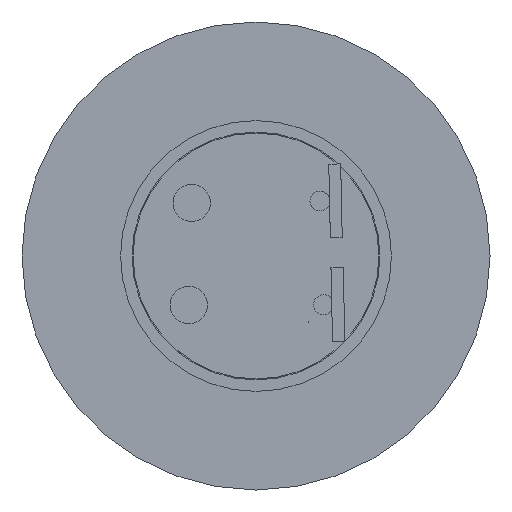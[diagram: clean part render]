
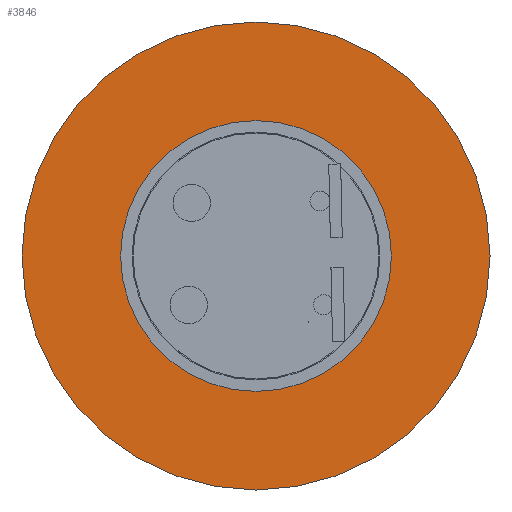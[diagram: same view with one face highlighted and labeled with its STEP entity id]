
A CAD part, left-side view. The second image highlights one B-rep face of the part: STEP entity #3846.
In plain terms, the highlighted planar face has unit normal (-1, 0, 0).
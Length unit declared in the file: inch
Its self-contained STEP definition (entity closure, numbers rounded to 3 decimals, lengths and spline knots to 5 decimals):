
#104 = EDGE_CURVE ( 'NONE', #2322, #2321, #8905, .T. ) ;
#105 = EDGE_CURVE ( 'NONE', #2318, #2317, #8903, .T. ) ;
#1519 = ORIENTED_EDGE ( 'NONE', *, *, #105, .F. ) ;
#1520 = ORIENTED_EDGE ( 'NONE', *, *, #3724, .F. ) ;
#1521 = ORIENTED_EDGE ( 'NONE', *, *, #104, .F. ) ;
#1522 = ORIENTED_EDGE ( 'NONE', *, *, #3728, .F. ) ;
#2063 = EDGE_LOOP ( 'NONE', ( #1521, #1522 ) ) ;
#2066 = EDGE_LOOP ( 'NONE', ( #1519, #1520 ) ) ;
#2317 = VERTEX_POINT ( 'NONE', #6492 ) ;
#2318 = VERTEX_POINT ( 'NONE', #6491 ) ;
#2321 = VERTEX_POINT ( 'NONE', #6488 ) ;
#2322 = VERTEX_POINT ( 'NONE', #6487 ) ;
#3451 = DIRECTION ( 'NONE',  ( 0., 0., 1. ) ) ;
#3452 = DIRECTION ( 'NONE',  ( 1., 0., 0. ) ) ;
#3453 = CARTESIAN_POINT ( 'NONE',  ( 0., 0., 0. ) ) ;
#3465 = DIRECTION ( 'NONE',  ( 0., 0., 1. ) ) ;
#3466 = DIRECTION ( 'NONE',  ( -1., 0., 0. ) ) ;
#3467 = CARTESIAN_POINT ( 'NONE',  ( 0., 0., 0. ) ) ;
#3593 = AXIS2_PLACEMENT_3D ( 'NONE', #7099, #7098, #7097 ) ;
#3594 = AXIS2_PLACEMENT_3D ( 'NONE', #7105, #7103, #7101 ) ;
#3724 = EDGE_CURVE ( 'NONE', #2317, #2318, #8433, .T. ) ;
#3728 = EDGE_CURVE ( 'NONE', #2321, #2322, #8423, .T. ) ;
#3846 = ADVANCED_FACE ( 'NONE', ( #8214, #8211 ), #5512, .F. ) ;
#5504 = CARTESIAN_POINT ( 'NONE',  ( 0., 0.59, 0. ) ) ;
#5512 = PLANE ( 'NONE',  #6943 ) ;
#5514 = DIRECTION ( 'NONE',  ( 1., 0., 0. ) ) ;
#5515 = DIRECTION ( 'NONE',  ( 0., 0., -1. ) ) ;
#6487 = CARTESIAN_POINT ( 'NONE',  ( 0., 0., 0.59 ) ) ;
#6488 = CARTESIAN_POINT ( 'NONE',  ( 0., 0., -0.59 ) ) ;
#6491 = CARTESIAN_POINT ( 'NONE',  ( 0., 0., 0.3415 ) ) ;
#6492 = CARTESIAN_POINT ( 'NONE',  ( 0., 0., -0.3415 ) ) ;
#6943 = AXIS2_PLACEMENT_3D ( 'NONE', #5504, #5514, #5515 ) ;
#6991 = AXIS2_PLACEMENT_3D ( 'NONE', #3453, #3452, #3451 ) ;
#6993 = AXIS2_PLACEMENT_3D ( 'NONE', #3467, #3466, #3465 ) ;
#7097 = DIRECTION ( 'NONE',  ( 0., 0., 1. ) ) ;
#7098 = DIRECTION ( 'NONE',  ( -1., 0., 0. ) ) ;
#7099 = CARTESIAN_POINT ( 'NONE',  ( 0., 0., 0. ) ) ;
#7101 = DIRECTION ( 'NONE',  ( 0., 0., 1. ) ) ;
#7103 = DIRECTION ( 'NONE',  ( 1., 0., 0. ) ) ;
#7105 = CARTESIAN_POINT ( 'NONE',  ( 0., 0., 0. ) ) ;
#8211 = FACE_OUTER_BOUND ( 'NONE', #2063, .T. ) ;
#8214 = FACE_BOUND ( 'NONE', #2066, .T. ) ;
#8423 = CIRCLE ( 'NONE', #6991, 0.59 ) ;
#8433 = CIRCLE ( 'NONE', #6993, 0.3415 ) ;
#8903 = CIRCLE ( 'NONE', #3593, 0.3415 ) ;
#8905 = CIRCLE ( 'NONE', #3594, 0.59 ) ;
